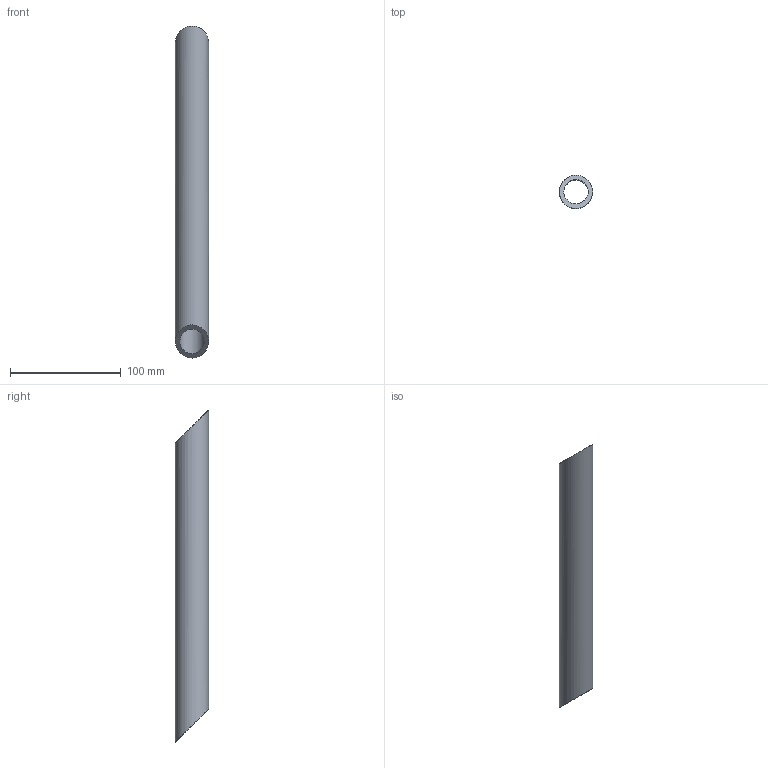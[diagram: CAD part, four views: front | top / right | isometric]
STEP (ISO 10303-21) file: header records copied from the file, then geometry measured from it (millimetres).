
FILE_DESCRIPTION(/* description */ ('Profilé tubulaire Dext = 30 Dint = 22'),/* implementation_level */ '2;1');
FILE_NAME(/* name */ 'Pied.stp',/* time_stamp */ '2024-07-09T16:40:16+02:00',/* author */ ('jlerouzi'),/* organization */ (''),/* preprocessor_version */ 'ST-DEVELOPER v19',/* originating_system */ 'Autodesk Inventor 2023',/* authorisation */ '');
FILE_SCHEMA (('AUTOMOTIVE_DESIGN { 1 0 10303 214 3 1 1 }'));
Length unit declared in the file: millimetre
Products named in the file (1): Pied
Bounding box: 29.99 x 29.98 x 299.97 mm (x, y, z)
Volume: 88215.9 mm3; surface area: 45032.1 mm2
Topology: 1 solids, 1 shells, 4 faces, 6 edges, 5 vertices
Faces by surface type: plane 2, cylinder 2
Full cylindrical faces by diameter (mm): 22 x1, 30 x1
Entity records: 152 total; most frequent: DIRECTION 20, CARTESIAN_POINT 16, ORIENTED_EDGE 12, AXIS2_PLACEMENT_3D 9, EDGE_LOOP 6, EDGE_CURVE 6, FACE_OUTER_BOUND 4, ELLIPSE 4
